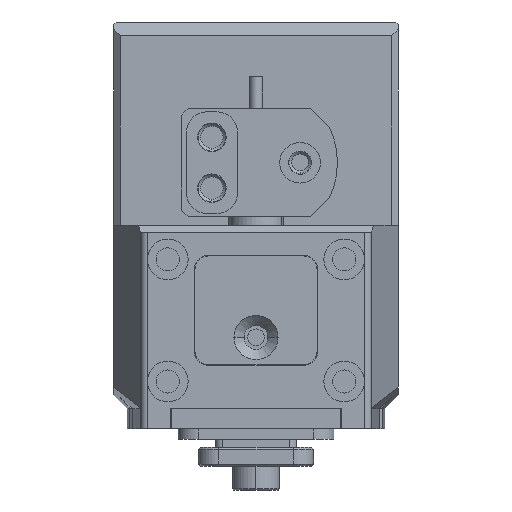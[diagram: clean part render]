
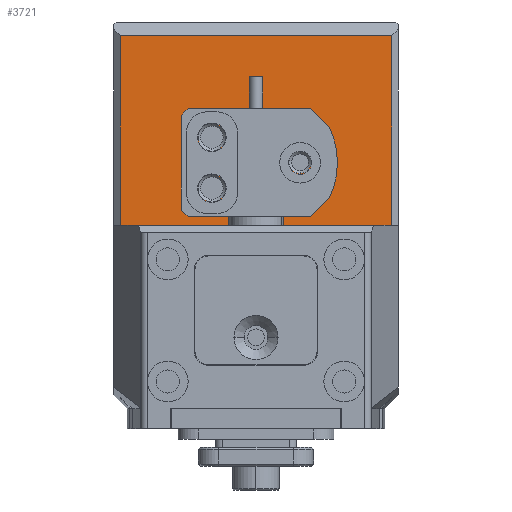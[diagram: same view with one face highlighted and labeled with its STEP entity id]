
A CAD part, left-side view. The second image highlights one B-rep face of the part: STEP entity #3721.
In plain terms, the highlighted planar face has unit normal (-1, 0, 0).
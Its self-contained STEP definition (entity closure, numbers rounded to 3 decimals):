
#234 = VERTEX_POINT ( 'NONE', #7033 ) ;
#1513 = VERTEX_POINT ( 'NONE', #41963 ) ;
#1647 = DIRECTION ( 'NONE',  ( 0., 0., -1. ) ) ;
#1815 = AXIS2_PLACEMENT_3D ( 'NONE', #16443, #5663, #23685 ) ;
#2114 = VERTEX_POINT ( 'NONE', #3445 ) ;
#2558 = CARTESIAN_POINT ( 'NONE',  ( -48.865, -0.072, 90.442 ) ) ;
#2747 = DIRECTION ( 'NONE',  ( 0., 0., -1. ) ) ;
#3445 = CARTESIAN_POINT ( 'NONE',  ( -48.865, 12.928, 92.092 ) ) ;
#3721 = ADVANCED_FACE ( 'NONE', ( #13890, #5394, #28025, #4264 ), #16131, .F. ) ;
#3741 = EDGE_CURVE ( 'NONE', #20159, #41565, #12743, .T. ) ;
#3764 = DIRECTION ( 'NONE',  ( 0., 0., -1. ) ) ;
#4264 = FACE_OUTER_BOUND ( 'NONE', #31093, .T. ) ;
#4535 = EDGE_LOOP ( 'NONE', ( #31218, #15178 ) ) ;
#4650 = LINE ( 'NONE', #25087, #27262 ) ;
#4928 = ORIENTED_EDGE ( 'NONE', *, *, #36218, .T. ) ;
#5394 = FACE_BOUND ( 'NONE', #35976, .T. ) ;
#5534 = EDGE_CURVE ( 'NONE', #10683, #22781, #22271, .T. ) ;
#5663 = DIRECTION ( 'NONE',  ( 1., 0., 0. ) ) ;
#5711 = VECTOR ( 'NONE', #14260, 1000. ) ;
#6602 = CARTESIAN_POINT ( 'NONE',  ( -48.865, -13.572, 111.142 ) ) ;
#6605 = ORIENTED_EDGE ( 'NONE', *, *, #22554, .T. ) ;
#7033 = CARTESIAN_POINT ( 'NONE',  ( -48.865, 12.928, 88.692 ) ) ;
#8107 = VERTEX_POINT ( 'NONE', #22558 ) ;
#10492 = CARTESIAN_POINT ( 'NONE',  ( -48.865, 12.928, 94.142 ) ) ;
#10683 = VERTEX_POINT ( 'NONE', #20083 ) ;
#11526 = CARTESIAN_POINT ( 'NONE',  ( -48.865, 12.928, 96.192 ) ) ;
#12067 = VERTEX_POINT ( 'NONE', #11526 ) ;
#12350 = CARTESIAN_POINT ( 'NONE',  ( -48.865, -13.572, 109.142 ) ) ;
#12512 = CARTESIAN_POINT ( 'NONE',  ( -48.865, -0.072, 90.442 ) ) ;
#12552 = CIRCLE ( 'NONE', #1815, 2.05 ) ;
#12743 = LINE ( 'NONE', #38037, #18460 ) ;
#13890 = FACE_BOUND ( 'NONE', #4535, .T. ) ;
#14035 = CARTESIAN_POINT ( 'NONE',  ( -48.865, 12.928, 86.642 ) ) ;
#14260 = DIRECTION ( 'NONE',  ( 0., 1., 0. ) ) ;
#14730 = CARTESIAN_POINT ( 'NONE',  ( -48.865, 26.428, 109.142 ) ) ;
#15178 = ORIENTED_EDGE ( 'NONE', *, *, #5534, .T. ) ;
#15636 = VECTOR ( 'NONE', #24475, 1000. ) ;
#15692 = CARTESIAN_POINT ( 'NONE',  ( -48.865, -13.572, 81.142 ) ) ;
#16131 = PLANE ( 'NONE',  #43166 ) ;
#16443 = CARTESIAN_POINT ( 'NONE',  ( -48.865, 12.928, 86.642 ) ) ;
#16449 = DIRECTION ( 'NONE',  ( 0., 1., 0. ) ) ;
#16831 = EDGE_CURVE ( 'NONE', #2114, #12067, #36622, .T. ) ;
#17300 = AXIS2_PLACEMENT_3D ( 'NONE', #14035, #42376, #17690 ) ;
#17690 = DIRECTION ( 'NONE',  ( 0., 0., -1. ) ) ;
#18460 = VECTOR ( 'NONE', #16449, 1000. ) ;
#18664 = EDGE_CURVE ( 'NONE', #12067, #2114, #19615, .T. ) ;
#19502 = AXIS2_PLACEMENT_3D ( 'NONE', #2558, #27850, #21254 ) ;
#19554 = DIRECTION ( 'NONE',  ( 1., 0., 0. ) ) ;
#19581 = LINE ( 'NONE', #6602, #15636 ) ;
#19615 = CIRCLE ( 'NONE', #28344, 2.05 ) ;
#19931 = CARTESIAN_POINT ( 'NONE',  ( -48.865, -18.572, 81.142 ) ) ;
#20083 = CARTESIAN_POINT ( 'NONE',  ( -48.865, -0.072, 88.792 ) ) ;
#20159 = VERTEX_POINT ( 'NONE', #15692 ) ;
#20165 = AXIS2_PLACEMENT_3D ( 'NONE', #23638, #19554, #1647 ) ;
#20486 = ORIENTED_EDGE ( 'NONE', *, *, #3741, .F. ) ;
#21254 = DIRECTION ( 'NONE',  ( 0., 0., -1. ) ) ;
#22271 = CIRCLE ( 'NONE', #19502, 1.65 ) ;
#22554 = EDGE_CURVE ( 'NONE', #1513, #41565, #4650, .T. ) ;
#22558 = CARTESIAN_POINT ( 'NONE',  ( -48.865, 12.928, 84.592 ) ) ;
#22781 = VERTEX_POINT ( 'NONE', #33292 ) ;
#23384 = EDGE_CURVE ( 'NONE', #22781, #10683, #26157, .T. ) ;
#23531 = ORIENTED_EDGE ( 'NONE', *, *, #18664, .T. ) ;
#23638 = CARTESIAN_POINT ( 'NONE',  ( -48.865, 12.928, 94.142 ) ) ;
#23685 = DIRECTION ( 'NONE',  ( 0., 0., -1. ) ) ;
#23762 = ORIENTED_EDGE ( 'NONE', *, *, #46521, .T. ) ;
#24038 = EDGE_CURVE ( 'NONE', #234, #8107, #12552, .T. ) ;
#24475 = DIRECTION ( 'NONE',  ( 0., 0., 1. ) ) ;
#25087 = CARTESIAN_POINT ( 'NONE',  ( -48.865, 26.428, 81.142 ) ) ;
#25836 = ORIENTED_EDGE ( 'NONE', *, *, #16831, .T. ) ;
#26157 = CIRCLE ( 'NONE', #37174, 1.65 ) ;
#26897 = DIRECTION ( 'NONE',  ( 1., 0., 0. ) ) ;
#27151 = DIRECTION ( 'NONE',  ( 1., 0., 0. ) ) ;
#27262 = VECTOR ( 'NONE', #3764, 1000. ) ;
#27850 = DIRECTION ( 'NONE',  ( 1., 0., 0. ) ) ;
#28025 = FACE_BOUND ( 'NONE', #43690, .T. ) ;
#28199 = DIRECTION ( 'NONE',  ( 1., 0., 0. ) ) ;
#28344 = AXIS2_PLACEMENT_3D ( 'NONE', #10492, #28199, #2747 ) ;
#30891 = EDGE_CURVE ( 'NONE', #20159, #40933, #19581, .T. ) ;
#31093 = EDGE_LOOP ( 'NONE', ( #34452, #23762, #6605, #20486 ) ) ;
#31218 = ORIENTED_EDGE ( 'NONE', *, *, #23384, .T. ) ;
#32614 = CIRCLE ( 'NONE', #17300, 2.05 ) ;
#33292 = CARTESIAN_POINT ( 'NONE',  ( -48.865, -0.072, 92.092 ) ) ;
#33851 = DIRECTION ( 'NONE',  ( 0., 0., -1. ) ) ;
#34452 = ORIENTED_EDGE ( 'NONE', *, *, #30891, .T. ) ;
#35976 = EDGE_LOOP ( 'NONE', ( #23531, #25836 ) ) ;
#36218 = EDGE_CURVE ( 'NONE', #8107, #234, #32614, .T. ) ;
#36622 = CIRCLE ( 'NONE', #20165, 2.05 ) ;
#37174 = AXIS2_PLACEMENT_3D ( 'NONE', #12512, #26897, #33851 ) ;
#38037 = CARTESIAN_POINT ( 'NONE',  ( -48.865, -18.572, 81.142 ) ) ;
#40933 = VERTEX_POINT ( 'NONE', #12350 ) ;
#41565 = VERTEX_POINT ( 'NONE', #45883 ) ;
#41963 = CARTESIAN_POINT ( 'NONE',  ( -48.865, 26.428, 109.142 ) ) ;
#42114 = ORIENTED_EDGE ( 'NONE', *, *, #24038, .T. ) ;
#42376 = DIRECTION ( 'NONE',  ( 1., 0., 0. ) ) ;
#43166 = AXIS2_PLACEMENT_3D ( 'NONE', #19931, #27151, #45259 ) ;
#43690 = EDGE_LOOP ( 'NONE', ( #42114, #4928 ) ) ;
#45225 = LINE ( 'NONE', #14730, #5711 ) ;
#45259 = DIRECTION ( 'NONE',  ( 0., 0., -1. ) ) ;
#45883 = CARTESIAN_POINT ( 'NONE',  ( -48.865, 26.428, 81.142 ) ) ;
#46521 = EDGE_CURVE ( 'NONE', #40933, #1513, #45225, .T. ) ;
